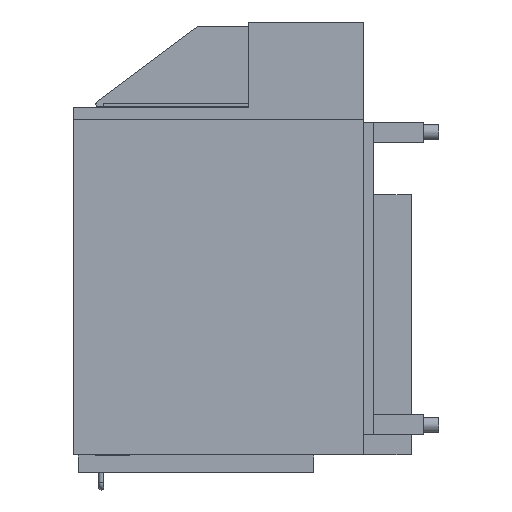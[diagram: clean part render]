
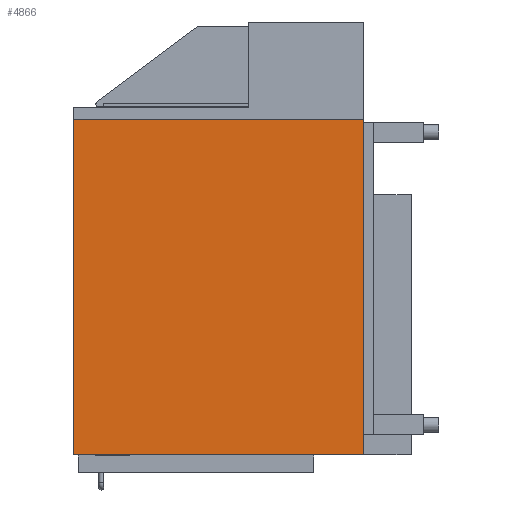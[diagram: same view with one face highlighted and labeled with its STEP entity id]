
A CAD part, left-side view. The second image highlights one B-rep face of the part: STEP entity #4866.
In plain terms, the highlighted planar face has unit normal (-1, 0, 0).
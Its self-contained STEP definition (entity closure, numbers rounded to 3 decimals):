
#407=FACE_OUTER_BOUND('',#698,.T.);
#698=EDGE_LOOP('',(#3472,#3473,#3474,#3475));
#1071=LINE('',#7398,#1588);
#1074=LINE('',#7404,#1591);
#1077=LINE('',#7410,#1594);
#1080=LINE('',#7414,#1597);
#1588=VECTOR('',#5893,10.);
#1591=VECTOR('',#5898,10.);
#1594=VECTOR('',#5903,10.);
#1597=VECTOR('',#5908,10.);
#2059=VERTEX_POINT('',#7395);
#2060=VERTEX_POINT('',#7397);
#2062=VERTEX_POINT('',#7403);
#2064=VERTEX_POINT('',#7409);
#2601=EDGE_CURVE('',#2060,#2059,#1071,.T.);
#2604=EDGE_CURVE('',#2062,#2060,#1074,.T.);
#2607=EDGE_CURVE('',#2064,#2062,#1077,.T.);
#2610=EDGE_CURVE('',#2059,#2064,#1080,.T.);
#3472=ORIENTED_EDGE('',*,*,#2610,.T.);
#3473=ORIENTED_EDGE('',*,*,#2607,.T.);
#3474=ORIENTED_EDGE('',*,*,#2604,.T.);
#3475=ORIENTED_EDGE('',*,*,#2601,.T.);
#4634=PLANE('',#5204);
#4866=ADVANCED_FACE('',(#407),#4634,.T.);
#5204=AXIS2_PLACEMENT_3D('',#7415,#5909,#5910);
#5893=DIRECTION('',(0.,0.,-1.));
#5898=DIRECTION('',(0.,1.,0.));
#5903=DIRECTION('',(0.,0.,1.));
#5908=DIRECTION('',(0.,-1.,0.));
#5909=DIRECTION('center_axis',(-1.,0.,0.));
#5910=DIRECTION('ref_axis',(0.,0.,1.));
#7395=CARTESIAN_POINT('',(-400.,580.,0.));
#7397=CARTESIAN_POINT('',(-400.,580.,670.));
#7398=CARTESIAN_POINT('',(-400.,580.,670.));
#7403=CARTESIAN_POINT('',(-400.,0.,670.));
#7404=CARTESIAN_POINT('',(-400.,0.,670.));
#7409=CARTESIAN_POINT('',(-400.,0.,0.));
#7410=CARTESIAN_POINT('',(-400.,0.,0.));
#7414=CARTESIAN_POINT('',(-400.,580.,0.));
#7415=CARTESIAN_POINT('Origin',(-400.,290.,335.));
